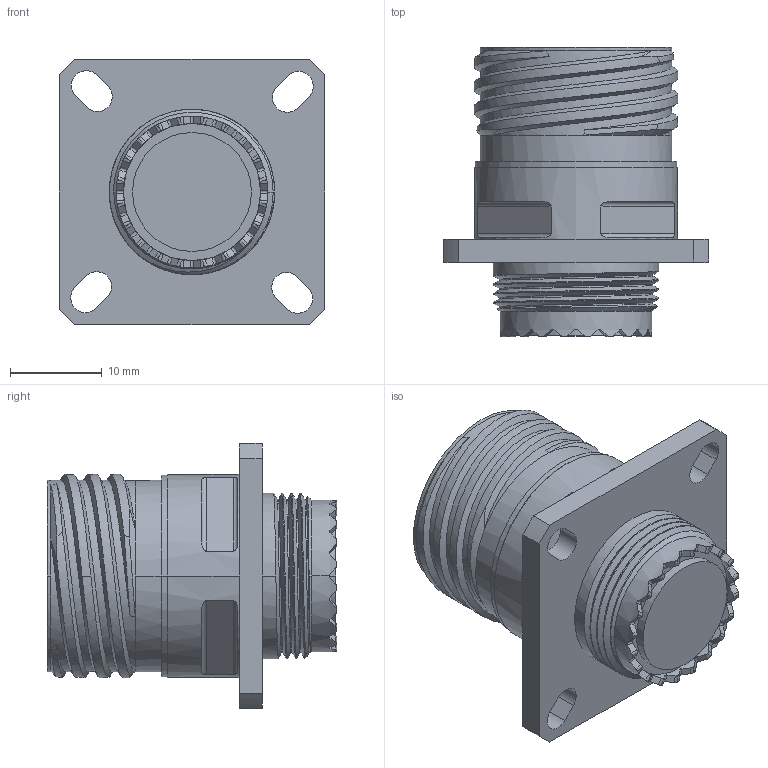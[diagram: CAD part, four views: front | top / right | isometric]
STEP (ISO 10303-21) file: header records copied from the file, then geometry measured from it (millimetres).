
FILE_DESCRIPTION((''),'2;1');
FILE_NAME('8D-07-13-20','2009-07-02T',('NizamudheenKC'),('FCI INTERCONNECT'),'PRO/ENGINEER BY PARAMETRIC TECHNOLOGY CORPORATION, 2005310','PRO/ENGINEER BY PARAMETRIC TECHNOLOGY CORPORATION, 2005310','');
FILE_SCHEMA(('CONFIG_CONTROL_DESIGN'));
Length unit declared in the file: millimetre
Products named in the file (1): 8D-07-13-20
Bounding box: 28.9 x 31.5 x 28.9 mm (x, y, z)
Volume: 10742.4 mm3; surface area: 4349.9 mm2
Topology: 1 solids, 1 shells, 235 faces, 653 edges, 430 vertices
Faces by surface type: cylinder 109, plane 96, bspline 21, cone 8, extrusion 1
Entity records: 10999 total; most frequent: CARTESIAN_POINT 5508, ORIENTED_EDGE 1306, DIRECTION 873, EDGE_CURVE 653, VERTEX_POINT 430, AXIS2_PLACEMENT_3D 320, B_SPLINE_CURVE_WITH_KNOTS 315, EDGE_LOOP 253
